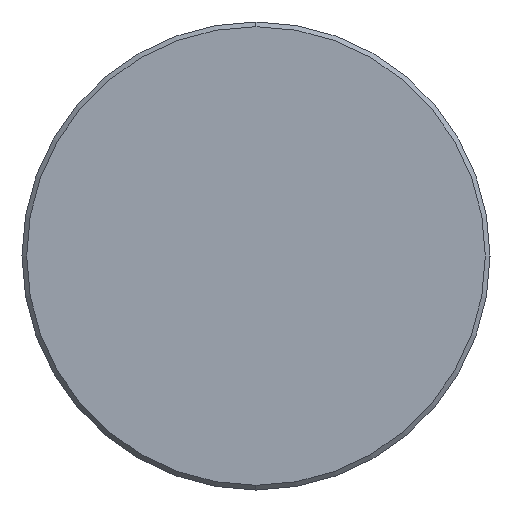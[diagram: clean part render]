
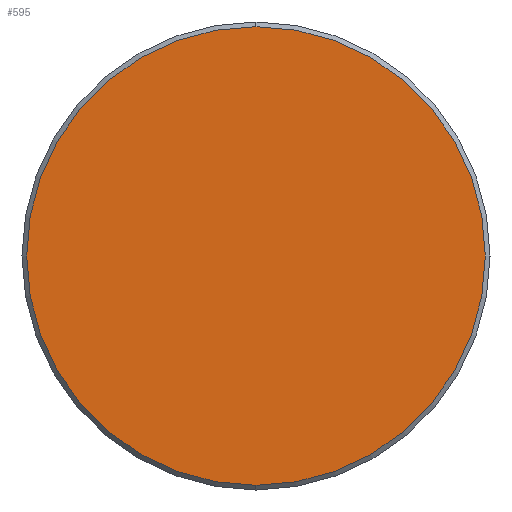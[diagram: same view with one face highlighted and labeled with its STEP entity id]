
A CAD part, left-side view. The second image highlights one B-rep face of the part: STEP entity #595.
In plain terms, the highlighted planar face has unit normal (-1, 0, 0).
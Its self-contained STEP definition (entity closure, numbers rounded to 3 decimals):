
#67 = CARTESIAN_POINT ( 'NONE',  ( 0., 0., 0. ) ) ;
#88 = VERTEX_POINT ( 'NONE', #584 ) ;
#115 = PLANE ( 'NONE',  #290 ) ;
#142 = ORIENTED_EDGE ( 'NONE', *, *, #702, .T. ) ;
#150 = CARTESIAN_POINT ( 'NONE',  ( 0., 0., 0. ) ) ;
#176 = DIRECTION ( 'NONE',  ( 0., 0., -1. ) ) ;
#199 = EDGE_CURVE ( 'NONE', #88, #335, #385, .T. ) ;
#243 = DIRECTION ( 'NONE',  ( -1., 0., 0. ) ) ;
#248 = CARTESIAN_POINT ( 'NONE',  ( 0., 0., -14.7 ) ) ;
#266 = AXIS2_PLACEMENT_3D ( 'NONE', #150, #539, #267 ) ;
#267 = DIRECTION ( 'NONE',  ( 0., 0., 1. ) ) ;
#272 = AXIS2_PLACEMENT_3D ( 'NONE', #512, #243, #462 ) ;
#290 = AXIS2_PLACEMENT_3D ( 'NONE', #67, #464, #176 ) ;
#305 = CIRCLE ( 'NONE', #272, 14.7 ) ;
#335 = VERTEX_POINT ( 'NONE', #248 ) ;
#385 = CIRCLE ( 'NONE', #266, 14.7 ) ;
#419 = ORIENTED_EDGE ( 'NONE', *, *, #199, .T. ) ;
#462 = DIRECTION ( 'NONE',  ( 0., 0., 1. ) ) ;
#464 = DIRECTION ( 'NONE',  ( 1., 0., 0. ) ) ;
#512 = CARTESIAN_POINT ( 'NONE',  ( 0., 0., 0. ) ) ;
#539 = DIRECTION ( 'NONE',  ( -1., 0., 0. ) ) ;
#584 = CARTESIAN_POINT ( 'NONE',  ( 0., 0., 14.7 ) ) ;
#595 = ADVANCED_FACE ( 'NONE', ( #628 ), #115, .F. ) ;
#628 = FACE_OUTER_BOUND ( 'NONE', #642, .T. ) ;
#642 = EDGE_LOOP ( 'NONE', ( #142, #419 ) ) ;
#702 = EDGE_CURVE ( 'NONE', #335, #88, #305, .T. ) ;
